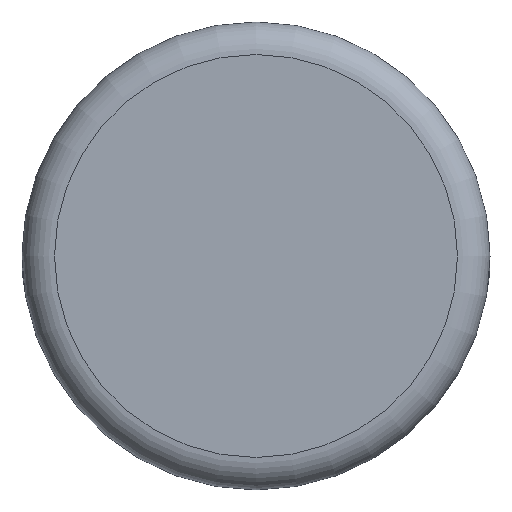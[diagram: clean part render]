
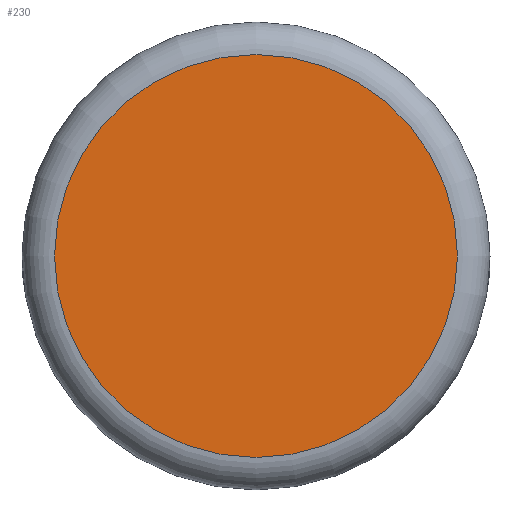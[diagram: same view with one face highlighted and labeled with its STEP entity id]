
A CAD part, front view. The second image highlights one B-rep face of the part: STEP entity #230.
In plain terms, the highlighted planar face has unit normal (0, -1, 0).
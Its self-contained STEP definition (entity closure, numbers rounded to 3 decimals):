
#48=PLANE('',#271);
#59=FACE_OUTER_BOUND('',#73,.T.);
#73=EDGE_LOOP('',(#215));
#89=CIRCLE('',#270,31.);
#113=VERTEX_POINT('',#548);
#147=EDGE_CURVE('',#113,#113,#89,.T.);
#215=ORIENTED_EDGE('',*,*,#147,.F.);
#230=ADVANCED_FACE('',(#59),#48,.F.);
#270=AXIS2_PLACEMENT_3D('',#550,#330,#331);
#271=AXIS2_PLACEMENT_3D('',#551,#332,#333);
#330=DIRECTION('center_axis',(0.,1.,0.));
#331=DIRECTION('ref_axis',(-1.,0.,0.));
#332=DIRECTION('center_axis',(0.,1.,0.));
#333=DIRECTION('ref_axis',(-1.,0.,0.));
#548=CARTESIAN_POINT('',(1.645,-75.073,-39.596));
#550=CARTESIAN_POINT('Origin',(1.645,-75.073,-8.596));
#551=CARTESIAN_POINT('Origin',(1.645,-75.073,-8.596));
